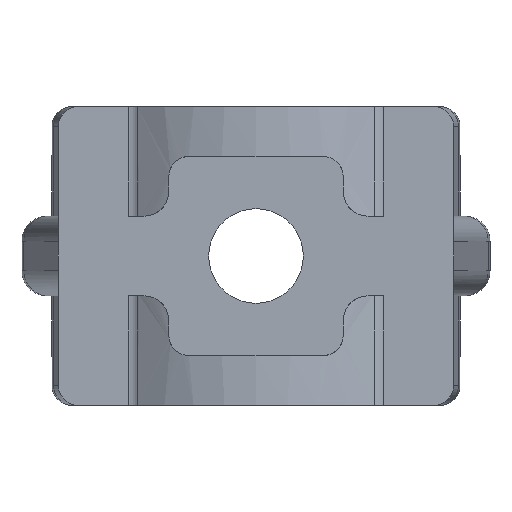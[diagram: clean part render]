
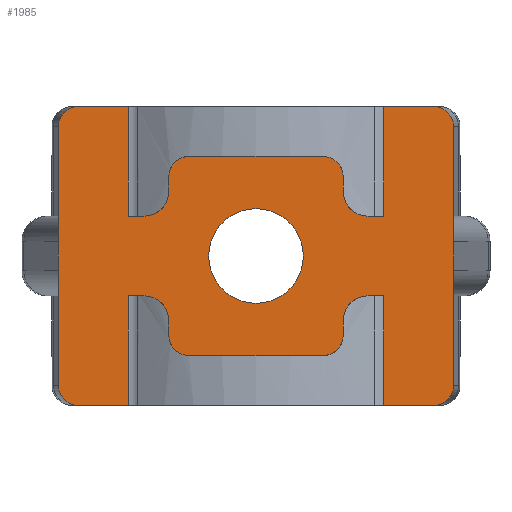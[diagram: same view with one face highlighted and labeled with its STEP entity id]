
A CAD part, front view. The second image highlights one B-rep face of the part: STEP entity #1985.
In plain terms, the highlighted planar face has unit normal (0, -1, 0).
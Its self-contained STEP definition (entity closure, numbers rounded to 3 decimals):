
#21=DIRECTION('',(1.,0.,0.));
#22=VECTOR('',#21,2.5);
#23=CARTESIAN_POINT('',(-8.925,-19.55,-7.5));
#24=LINE('',#23,#22);
#46=DIRECTION('',(1.,0.,0.));
#47=VECTOR('',#46,2.5);
#48=CARTESIAN_POINT('',(6.425,-19.55,-7.5));
#49=LINE('',#48,#47);
#355=CARTESIAN_POINT('',(5.625,-19.55,3.25));
#356=DIRECTION('',(0.,1.,0.));
#357=DIRECTION('',(0.,0.,-1.));
#358=AXIS2_PLACEMENT_3D('',#355,#356,#357);
#376=DIRECTION('',(0.,0.,1.));
#377=VECTOR('',#376,0.75);
#378=CARTESIAN_POINT('',(-4.375,-19.55,3.25));
#379=LINE('',#378,#377);
#380=CARTESIAN_POINT('',(-3.375,-19.55,4.));
#381=DIRECTION('',(0.,-1.,0.));
#382=DIRECTION('',(0.,0.,1.));
#383=AXIS2_PLACEMENT_3D('',#380,#381,#382);
#385=DIRECTION('',(1.,0.,0.));
#386=VECTOR('',#385,6.75);
#387=CARTESIAN_POINT('',(-3.375,-19.55,5.));
#388=LINE('',#387,#386);
#389=CARTESIAN_POINT('',(3.375,-19.55,4.));
#390=DIRECTION('',(0.,-1.,0.));
#391=DIRECTION('',(1.,0.,0.));
#392=AXIS2_PLACEMENT_3D('',#389,#390,#391);
#394=DIRECTION('',(0.,0.,-1.));
#395=VECTOR('',#394,0.75);
#396=CARTESIAN_POINT('',(4.375,-19.55,4.));
#397=LINE('',#396,#395);
#398=DIRECTION('',(0.,0.,1.));
#399=VECTOR('',#398,5.5);
#400=CARTESIAN_POINT('',(6.425,-19.55,2.));
#401=LINE('',#400,#399);
#402=CARTESIAN_POINT('',(8.925,-19.55,6.5));
#403=DIRECTION('',(0.,-1.,0.));
#404=DIRECTION('',(1.,0.,0.));
#405=AXIS2_PLACEMENT_3D('',#402,#403,#404);
#407=CARTESIAN_POINT('',(8.925,-19.55,-6.5));
#408=DIRECTION('',(0.,-1.,0.));
#409=DIRECTION('',(0.,0.,-1.));
#410=AXIS2_PLACEMENT_3D('',#407,#408,#409);
#412=DIRECTION('',(0.,0.,1.));
#413=VECTOR('',#412,5.5);
#414=CARTESIAN_POINT('',(6.425,-19.55,-7.5));
#415=LINE('',#414,#413);
#416=DIRECTION('',(0.,0.,-1.));
#417=VECTOR('',#416,0.75);
#418=CARTESIAN_POINT('',(4.375,-19.55,-3.25));
#419=LINE('',#418,#417);
#420=CARTESIAN_POINT('',(3.375,-19.55,-4.));
#421=DIRECTION('',(0.,-1.,0.));
#422=DIRECTION('',(0.,0.,-1.));
#423=AXIS2_PLACEMENT_3D('',#420,#421,#422);
#425=DIRECTION('',(-1.,0.,0.));
#426=VECTOR('',#425,6.75);
#427=CARTESIAN_POINT('',(3.375,-19.55,-5.));
#428=LINE('',#427,#426);
#429=CARTESIAN_POINT('',(-3.375,-19.55,-4.));
#430=DIRECTION('',(0.,-1.,0.));
#431=DIRECTION('',(-1.,0.,0.));
#432=AXIS2_PLACEMENT_3D('',#429,#430,#431);
#434=DIRECTION('',(0.,0.,1.));
#435=VECTOR('',#434,0.75);
#436=CARTESIAN_POINT('',(-4.375,-19.55,-4.));
#437=LINE('',#436,#435);
#438=CARTESIAN_POINT('',(-8.925,-19.55,-6.5));
#439=DIRECTION('',(0.,-1.,0.));
#440=DIRECTION('',(-1.,0.,0.));
#441=AXIS2_PLACEMENT_3D('',#438,#439,#440);
#443=DIRECTION('',(0.,0.,1.));
#444=VECTOR('',#443,13.);
#445=CARTESIAN_POINT('',(-9.925,-19.55,-6.5));
#446=LINE('',#445,#444);
#447=CARTESIAN_POINT('',(-8.925,-19.55,6.5));
#448=DIRECTION('',(0.,-1.,0.));
#449=DIRECTION('',(0.,0.,1.));
#450=AXIS2_PLACEMENT_3D('',#447,#448,#449);
#452=CARTESIAN_POINT('',(0.,-19.55,0.));
#453=DIRECTION('',(0.,1.,0.));
#454=DIRECTION('',(-1.,0.,0.));
#455=AXIS2_PLACEMENT_3D('',#452,#453,#454);
#457=CARTESIAN_POINT('',(0.,-19.55,0.));
#458=DIRECTION('',(0.,1.,0.));
#459=DIRECTION('',(1.,0.,0.));
#460=AXIS2_PLACEMENT_3D('',#457,#458,#459);
#466=DIRECTION('',(1.,0.,0.));
#467=VECTOR('',#466,0.8);
#468=CARTESIAN_POINT('',(5.625,-19.55,2.));
#469=LINE('',#468,#467);
#474=DIRECTION('',(1.,0.,0.));
#475=VECTOR('',#474,0.8);
#476=CARTESIAN_POINT('',(-6.425,-19.55,2.));
#477=LINE('',#476,#475);
#530=DIRECTION('',(1.,0.,0.));
#531=VECTOR('',#530,0.8);
#532=CARTESIAN_POINT('',(-6.425,-19.55,-2.));
#533=LINE('',#532,#531);
#538=DIRECTION('',(1.,0.,0.));
#539=VECTOR('',#538,0.8);
#540=CARTESIAN_POINT('',(5.625,-19.55,-2.));
#541=LINE('',#540,#539);
#570=CARTESIAN_POINT('',(-5.625,-19.55,-3.25));
#571=DIRECTION('',(0.,1.,0.));
#572=DIRECTION('',(0.,0.,1.));
#573=AXIS2_PLACEMENT_3D('',#570,#571,#572);
#591=CARTESIAN_POINT('',(-5.625,-19.55,3.25));
#592=DIRECTION('',(0.,1.,0.));
#593=DIRECTION('',(1.,0.,0.));
#594=AXIS2_PLACEMENT_3D('',#591,#592,#593);
#706=DIRECTION('',(0.,0.,1.));
#707=VECTOR('',#706,5.5);
#708=CARTESIAN_POINT('',(-6.425,-19.55,-7.5));
#709=LINE('',#708,#707);
#714=DIRECTION('',(0.,0.,1.));
#715=VECTOR('',#714,5.5);
#716=CARTESIAN_POINT('',(-6.425,-19.55,2.));
#717=LINE('',#716,#715);
#764=DIRECTION('',(1.,0.,0.));
#765=VECTOR('',#764,2.5);
#766=CARTESIAN_POINT('',(6.425,-19.55,7.5));
#767=LINE('',#766,#765);
#789=DIRECTION('',(1.,0.,0.));
#790=VECTOR('',#789,2.5);
#791=CARTESIAN_POINT('',(-8.925,-19.55,7.5));
#792=LINE('',#791,#790);
#1072=DIRECTION('',(0.,0.,1.));
#1073=VECTOR('',#1072,13.);
#1074=CARTESIAN_POINT('',(9.925,-19.55,-6.5));
#1075=LINE('',#1074,#1073);
#1263=CARTESIAN_POINT('',(5.625,-19.55,-3.25));
#1264=DIRECTION('',(0.,1.,0.));
#1265=DIRECTION('',(-1.,0.,0.));
#1266=AXIS2_PLACEMENT_3D('',#1263,#1264,#1265);
#1312=CARTESIAN_POINT('',(-6.425,-19.55,-7.5));
#1314=VERTEX_POINT('',#1312);
#1317=CARTESIAN_POINT('',(6.425,-19.55,-7.5));
#1319=VERTEX_POINT('',#1317);
#1320=CARTESIAN_POINT('',(-6.425,-19.55,7.5));
#1322=VERTEX_POINT('',#1320);
#1325=CARTESIAN_POINT('',(6.425,-19.55,7.5));
#1327=VERTEX_POINT('',#1325);
#1352=CARTESIAN_POINT('',(-6.425,-19.55,-2.));
#1354=VERTEX_POINT('',#1352);
#1356=CARTESIAN_POINT('',(-6.425,-19.55,2.));
#1358=VERTEX_POINT('',#1356);
#1388=CARTESIAN_POINT('',(6.425,-19.55,-2.));
#1389=VERTEX_POINT('',#1388);
#1390=CARTESIAN_POINT('',(6.425,-19.55,2.));
#1391=VERTEX_POINT('',#1390);
#1400=CARTESIAN_POINT('',(4.375,-19.55,4.));
#1401=CARTESIAN_POINT('',(3.375,-19.55,5.));
#1402=VERTEX_POINT('',#1400);
#1403=VERTEX_POINT('',#1401);
#1408=CARTESIAN_POINT('',(-3.375,-19.55,5.));
#1409=CARTESIAN_POINT('',(-4.375,-19.55,4.));
#1410=VERTEX_POINT('',#1408);
#1411=VERTEX_POINT('',#1409);
#1416=CARTESIAN_POINT('',(-4.375,-19.55,-4.));
#1417=CARTESIAN_POINT('',(-3.375,-19.55,-5.));
#1418=VERTEX_POINT('',#1416);
#1419=VERTEX_POINT('',#1417);
#1424=CARTESIAN_POINT('',(3.375,-19.55,-5.));
#1425=CARTESIAN_POINT('',(4.375,-19.55,-4.));
#1426=VERTEX_POINT('',#1424);
#1427=VERTEX_POINT('',#1425);
#1432=CARTESIAN_POINT('',(-8.925,-19.55,7.5));
#1433=CARTESIAN_POINT('',(-9.925,-19.55,6.5));
#1434=VERTEX_POINT('',#1432);
#1435=VERTEX_POINT('',#1433);
#1452=CARTESIAN_POINT('',(-9.925,-19.55,-6.5));
#1453=CARTESIAN_POINT('',(-8.925,-19.55,-7.5));
#1454=VERTEX_POINT('',#1452);
#1455=VERTEX_POINT('',#1453);
#1472=CARTESIAN_POINT('',(8.925,-19.55,-7.5));
#1473=CARTESIAN_POINT('',(9.925,-19.55,-6.5));
#1474=VERTEX_POINT('',#1472);
#1475=VERTEX_POINT('',#1473);
#1480=CARTESIAN_POINT('',(9.925,-19.55,6.5));
#1481=CARTESIAN_POINT('',(8.925,-19.55,7.5));
#1482=VERTEX_POINT('',#1480);
#1483=VERTEX_POINT('',#1481);
#1581=CARTESIAN_POINT('',(4.375,-19.55,3.25));
#1583=VERTEX_POINT('',#1581);
#1585=CARTESIAN_POINT('',(5.625,-19.55,2.));
#1586=VERTEX_POINT('',#1585);
#1589=CARTESIAN_POINT('',(-4.375,-19.55,3.25));
#1590=VERTEX_POINT('',#1589);
#1591=CARTESIAN_POINT('',(-5.625,-19.55,2.));
#1592=VERTEX_POINT('',#1591);
#1594=CARTESIAN_POINT('',(-4.375,-19.55,-3.25));
#1596=VERTEX_POINT('',#1594);
#1598=CARTESIAN_POINT('',(-5.625,-19.55,-2.));
#1599=VERTEX_POINT('',#1598);
#1602=CARTESIAN_POINT('',(4.375,-19.55,-3.25));
#1603=VERTEX_POINT('',#1602);
#1604=CARTESIAN_POINT('',(5.625,-19.55,-2.));
#1605=VERTEX_POINT('',#1604);
#1616=CARTESIAN_POINT('',(-2.375,-19.55,0.));
#1617=CARTESIAN_POINT('',(2.375,-19.55,0.));
#1618=VERTEX_POINT('',#1616);
#1619=VERTEX_POINT('',#1617);
#1913=CARTESIAN_POINT('',(-9.925,-19.55,-7.5));
#1914=DIRECTION('',(0.,-1.,0.));
#1915=DIRECTION('',(1.,0.,0.));
#1916=AXIS2_PLACEMENT_3D('',#1913,#1914,#1915);
#1917=PLANE('',#1916);
#1919=ORIENTED_EDGE('',*,*,#1918,.T.);
#1921=ORIENTED_EDGE('',*,*,#1920,.F.);
#1923=ORIENTED_EDGE('',*,*,#1922,.T.);
#1925=ORIENTED_EDGE('',*,*,#1924,.F.);
#1927=ORIENTED_EDGE('',*,*,#1926,.T.);
#1929=ORIENTED_EDGE('',*,*,#1928,.F.);
#1930=ORIENTED_EDGE('',*,*,#1890,.T.);
#1931=ORIENTED_EDGE('',*,*,#1879,.F.);
#1933=ORIENTED_EDGE('',*,*,#1932,.T.);
#1935=ORIENTED_EDGE('',*,*,#1934,.T.);
#1937=ORIENTED_EDGE('',*,*,#1936,.T.);
#1939=ORIENTED_EDGE('',*,*,#1938,.F.);
#1941=ORIENTED_EDGE('',*,*,#1940,.F.);
#1943=ORIENTED_EDGE('',*,*,#1942,.F.);
#1944=ORIENTED_EDGE('',*,*,#1649,.F.);
#1946=ORIENTED_EDGE('',*,*,#1945,.T.);
#1948=ORIENTED_EDGE('',*,*,#1947,.F.);
#1950=ORIENTED_EDGE('',*,*,#1949,.F.);
#1951=ORIENTED_EDGE('',*,*,#1908,.T.);
#1953=ORIENTED_EDGE('',*,*,#1952,.F.);
#1955=ORIENTED_EDGE('',*,*,#1954,.T.);
#1957=ORIENTED_EDGE('',*,*,#1956,.F.);
#1959=ORIENTED_EDGE('',*,*,#1958,.T.);
#1961=ORIENTED_EDGE('',*,*,#1960,.F.);
#1963=ORIENTED_EDGE('',*,*,#1962,.F.);
#1965=ORIENTED_EDGE('',*,*,#1964,.F.);
#1966=ORIENTED_EDGE('',*,*,#1633,.F.);
#1968=ORIENTED_EDGE('',*,*,#1967,.F.);
#1970=ORIENTED_EDGE('',*,*,#1969,.T.);
#1972=ORIENTED_EDGE('',*,*,#1971,.F.);
#1974=ORIENTED_EDGE('',*,*,#1973,.T.);
#1976=ORIENTED_EDGE('',*,*,#1975,.F.);
#1977=EDGE_LOOP('',(#1919,#1921,#1923,#1925,#1927,#1929,#1930,#1931,#1933,#1935,
#1937,#1939,#1941,#1943,#1944,#1946,#1948,#1950,#1951,#1953,#1955,#1957,#1959,
#1961,#1963,#1965,#1966,#1968,#1970,#1972,#1974,#1976));
#1978=FACE_OUTER_BOUND('',#1977,.F.);
#1980=ORIENTED_EDGE('',*,*,#1979,.F.);
#1982=ORIENTED_EDGE('',*,*,#1981,.F.);
#1983=EDGE_LOOP('',(#1980,#1982));
#1984=FACE_BOUND('',#1983,.F.);
#1985=ADVANCED_FACE('',(#1978,#1984),#1917,.T.);
#359=CIRCLE('',#358,1.25);
#384=CIRCLE('',#383,1.);
#393=CIRCLE('',#392,1.);
#406=CIRCLE('',#405,1.);
#411=CIRCLE('',#410,1.);
#424=CIRCLE('',#423,1.);
#433=CIRCLE('',#432,1.);
#442=CIRCLE('',#441,1.);
#451=CIRCLE('',#450,1.);
#456=CIRCLE('',#455,2.375);
#461=CIRCLE('',#460,2.375);
#574=CIRCLE('',#573,1.25);
#595=CIRCLE('',#594,1.25);
#1267=CIRCLE('',#1266,1.25);
#1633=EDGE_CURVE('',#1455,#1314,#24,.T.);
#1649=EDGE_CURVE('',#1319,#1474,#49,.T.);
#1879=EDGE_CURVE('',#1586,#1583,#359,.T.);
#1890=EDGE_CURVE('',#1402,#1583,#397,.T.);
#1908=EDGE_CURVE('',#1603,#1427,#419,.T.);
#1918=EDGE_CURVE('',#1358,#1592,#477,.T.);
#1920=EDGE_CURVE('',#1590,#1592,#595,.T.);
#1922=EDGE_CURVE('',#1590,#1411,#379,.T.);
#1924=EDGE_CURVE('',#1410,#1411,#384,.T.);
#1926=EDGE_CURVE('',#1410,#1403,#388,.T.);
#1928=EDGE_CURVE('',#1402,#1403,#393,.T.);
#1932=EDGE_CURVE('',#1586,#1391,#469,.T.);
#1934=EDGE_CURVE('',#1391,#1327,#401,.T.);
#1936=EDGE_CURVE('',#1327,#1483,#767,.T.);
#1938=EDGE_CURVE('',#1482,#1483,#406,.T.);
#1940=EDGE_CURVE('',#1475,#1482,#1075,.T.);
#1942=EDGE_CURVE('',#1474,#1475,#411,.T.);
#1945=EDGE_CURVE('',#1319,#1389,#415,.T.);
#1947=EDGE_CURVE('',#1605,#1389,#541,.T.);
#1949=EDGE_CURVE('',#1603,#1605,#1267,.T.);
#1952=EDGE_CURVE('',#1426,#1427,#424,.T.);
#1954=EDGE_CURVE('',#1426,#1419,#428,.T.);
#1956=EDGE_CURVE('',#1418,#1419,#433,.T.);
#1958=EDGE_CURVE('',#1418,#1596,#437,.T.);
#1960=EDGE_CURVE('',#1599,#1596,#574,.T.);
#1962=EDGE_CURVE('',#1354,#1599,#533,.T.);
#1964=EDGE_CURVE('',#1314,#1354,#709,.T.);
#1967=EDGE_CURVE('',#1454,#1455,#442,.T.);
#1969=EDGE_CURVE('',#1454,#1435,#446,.T.);
#1971=EDGE_CURVE('',#1434,#1435,#451,.T.);
#1973=EDGE_CURVE('',#1434,#1322,#792,.T.);
#1975=EDGE_CURVE('',#1358,#1322,#717,.T.);
#1979=EDGE_CURVE('',#1618,#1619,#456,.T.);
#1981=EDGE_CURVE('',#1619,#1618,#461,.T.);
